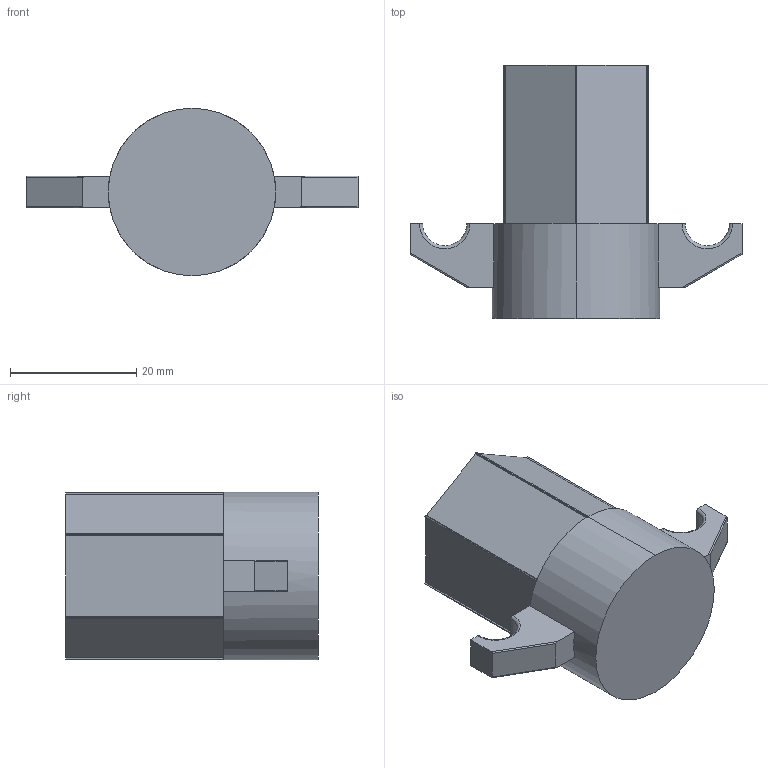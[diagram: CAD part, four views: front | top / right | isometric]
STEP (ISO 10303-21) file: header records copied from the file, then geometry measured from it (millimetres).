
FILE_DESCRIPTION((''),'2;1');
FILE_NAME('VALVE_HEAD','2024-12-06T18:45:55',('weiss'),(''),'CREO PARAMETRIC BY PTC INC, 2022014','CREO PARAMETRIC BY PTC INC, 2022014','');
FILE_SCHEMA(('CONFIG_CONTROL_DESIGN'));
Length unit declared in the file: millimetre
Products named in the file (1): VALVE_HEAD
Bounding box: 52.5 x 40 x 26.5 mm (x, y, z)
Volume: 20128.7 mm3; surface area: 4985.4 mm2
Topology: 1 solids, 1 shells, 51 faces, 144 edges, 96 vertices
Faces by surface type: plane 39, cylinder 8, torus 4
Entity records: 1696 total; most frequent: CARTESIAN_POINT 323, ORIENTED_EDGE 288, DIRECTION 262, EDGE_CURVE 144, VECTOR 112, LINE 112, VERTEX_POINT 96, AXIS2_PLACEMENT_3D 75
